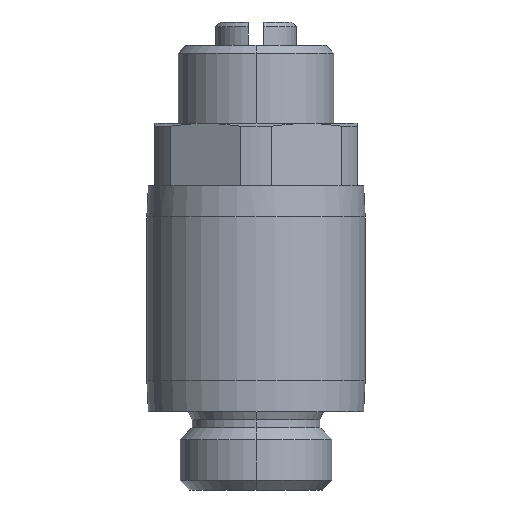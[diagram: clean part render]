
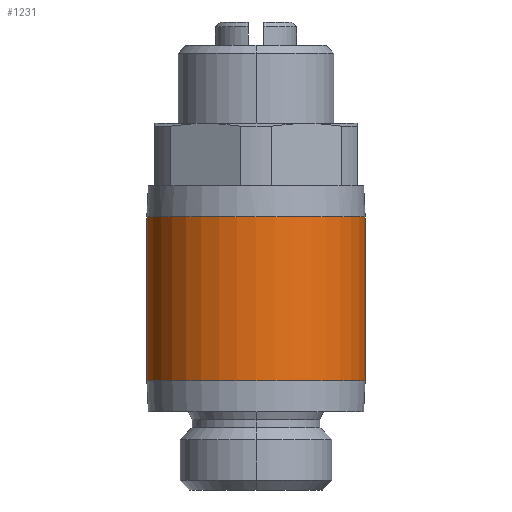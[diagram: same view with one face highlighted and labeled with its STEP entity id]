
A CAD part, left-side view. The second image highlights one B-rep face of the part: STEP entity #1231.
In plain terms, the highlighted cylindrical face has radius 7 mm (diameter 14 mm), a partial arc.
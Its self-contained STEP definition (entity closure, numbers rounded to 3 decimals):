
#477 = CARTESIAN_POINT ( 'NONE',  ( -0.5, -7., 5.25 ) ) ;
#518 = DIRECTION ( 'NONE',  ( 0., 0., 1. ) ) ;
#623 = ORIENTED_EDGE ( 'NONE', *, *, #2859, .F. ) ;
#900 = ORIENTED_EDGE ( 'NONE', *, *, #4387, .T. ) ;
#1231 = ADVANCED_FACE ( 'NONE', ( #6242 ), #9963, .T. ) ;
#1509 = CARTESIAN_POINT ( 'NONE',  ( -0.5, -7., 0. ) ) ;
#2094 = DIRECTION ( 'NONE',  ( 0., 0., 1. ) ) ;
#2646 = CARTESIAN_POINT ( 'NONE',  ( -0.5, 0., 5.25 ) ) ;
#2859 = EDGE_CURVE ( 'NONE', #7507, #8613, #10305, .T. ) ;
#2921 = ORIENTED_EDGE ( 'NONE', *, *, #7387, .T. ) ;
#3036 = EDGE_LOOP ( 'NONE', ( #900, #6623, #2921, #623 ) ) ;
#3652 = DIRECTION ( 'NONE',  ( 0., 0., 1. ) ) ;
#3849 = CARTESIAN_POINT ( 'NONE',  ( -0.5, 7., 0. ) ) ;
#4204 = VERTEX_POINT ( 'NONE', #7666 ) ;
#4330 = DIRECTION ( 'NONE',  ( 0., -1., 0. ) ) ;
#4387 = EDGE_CURVE ( 'NONE', #7507, #4960, #7950, .T. ) ;
#4492 = CARTESIAN_POINT ( 'NONE',  ( -0.5, -7., -5.25 ) ) ;
#4960 = VERTEX_POINT ( 'NONE', #9483 ) ;
#5033 = DIRECTION ( 'NONE',  ( 0., 0., -1. ) ) ;
#5431 = CIRCLE ( 'NONE', #6588, 7. ) ;
#5851 = DIRECTION ( 'NONE',  ( 0., -1., 0. ) ) ;
#6242 = FACE_OUTER_BOUND ( 'NONE', #3036, .T. ) ;
#6519 = LINE ( 'NONE', #3849, #9952 ) ;
#6588 = AXIS2_PLACEMENT_3D ( 'NONE', #2646, #5033, #4330 ) ;
#6613 = EDGE_CURVE ( 'NONE', #4960, #4204, #6519, .T. ) ;
#6623 = ORIENTED_EDGE ( 'NONE', *, *, #6613, .T. ) ;
#6696 = CARTESIAN_POINT ( 'NONE',  ( -0.5, 0., 0. ) ) ;
#7387 = EDGE_CURVE ( 'NONE', #4204, #8613, #5431, .T. ) ;
#7507 = VERTEX_POINT ( 'NONE', #4492 ) ;
#7666 = CARTESIAN_POINT ( 'NONE',  ( -0.5, 7., 5.25 ) ) ;
#7950 = CIRCLE ( 'NONE', #8760, 7. ) ;
#8037 = VECTOR ( 'NONE', #518, 1000. ) ;
#8359 = DIRECTION ( 'NONE',  ( 0., 0., 1. ) ) ;
#8613 = VERTEX_POINT ( 'NONE', #477 ) ;
#8701 = CARTESIAN_POINT ( 'NONE',  ( -0.5, 0., -5.25 ) ) ;
#8760 = AXIS2_PLACEMENT_3D ( 'NONE', #8701, #3652, #10428 ) ;
#9483 = CARTESIAN_POINT ( 'NONE',  ( -0.5, 7., -5.25 ) ) ;
#9952 = VECTOR ( 'NONE', #2094, 1000. ) ;
#9963 = CYLINDRICAL_SURFACE ( 'NONE', #10182, 7. ) ;
#10182 = AXIS2_PLACEMENT_3D ( 'NONE', #6696, #8359, #5851 ) ;
#10305 = LINE ( 'NONE', #1509, #8037 ) ;
#10428 = DIRECTION ( 'NONE',  ( 0., -1., 0. ) ) ;
